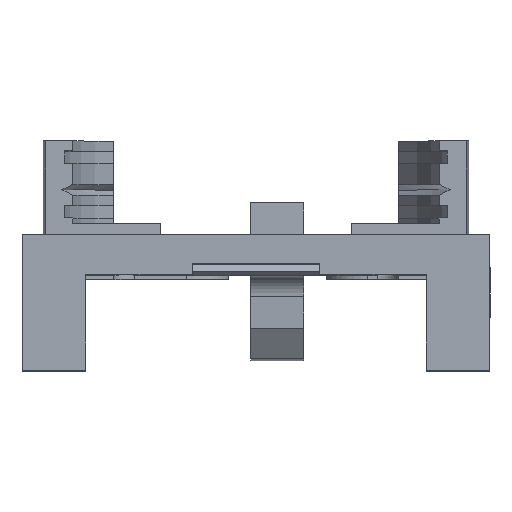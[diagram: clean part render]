
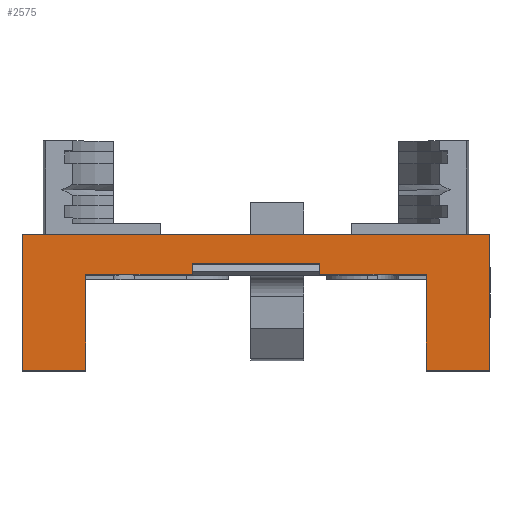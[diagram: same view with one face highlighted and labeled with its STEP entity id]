
A CAD part, top view. The second image highlights one B-rep face of the part: STEP entity #2575.
In plain terms, the highlighted planar face has unit normal (0, 0, 1).
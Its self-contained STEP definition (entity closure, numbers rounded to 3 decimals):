
#11 = DIRECTION ( 'NONE',  ( 0., 1., 0. ) ) ;
#75 = EDGE_CURVE ( 'NONE', #5608, #6234, #3605, .T. ) ;
#94 = ORIENTED_EDGE ( 'NONE', *, *, #1279, .F. ) ;
#228 = CARTESIAN_POINT ( 'NONE',  ( 16., -3.8, 22. ) ) ;
#230 = EDGE_CURVE ( 'NONE', #2561, #5382, #1863, .T. ) ;
#347 = LINE ( 'NONE', #3544, #490 ) ;
#490 = VECTOR ( 'NONE', #5562, 1000. ) ;
#563 = EDGE_CURVE ( 'NONE', #2406, #1325, #4083, .T. ) ;
#624 = CARTESIAN_POINT ( 'NONE',  ( 6., -3.8, 22. ) ) ;
#660 = VECTOR ( 'NONE', #2165, 1000. ) ;
#690 = VERTEX_POINT ( 'NONE', #4955 ) ;
#843 = CARTESIAN_POINT ( 'NONE',  ( 16., -12.8, 22. ) ) ;
#861 = CARTESIAN_POINT ( 'NONE',  ( 6., -2.8, 22. ) ) ;
#971 = LINE ( 'NONE', #1054, #2558 ) ;
#1002 = VECTOR ( 'NONE', #6476, 1000. ) ;
#1054 = CARTESIAN_POINT ( 'NONE',  ( -22., -2.8, 22. ) ) ;
#1232 = PLANE ( 'NONE',  #4297 ) ;
#1279 = EDGE_CURVE ( 'NONE', #690, #5353, #1526, .T. ) ;
#1297 = EDGE_CURVE ( 'NONE', #1325, #2561, #3370, .T. ) ;
#1321 = DIRECTION ( 'NONE',  ( 0., 1., 0. ) ) ;
#1325 = VERTEX_POINT ( 'NONE', #2613 ) ;
#1382 = DIRECTION ( 'NONE',  ( 1., 0., 0. ) ) ;
#1491 = CARTESIAN_POINT ( 'NONE',  ( -6., -2.8, 22. ) ) ;
#1519 = VECTOR ( 'NONE', #6164, 1000. ) ;
#1526 = LINE ( 'NONE', #5160, #1519 ) ;
#1600 = VECTOR ( 'NONE', #1382, 1000. ) ;
#1684 = CARTESIAN_POINT ( 'NONE',  ( 22., -12.8, 22. ) ) ;
#1691 = EDGE_CURVE ( 'NONE', #4925, #6234, #2155, .T. ) ;
#1757 = VECTOR ( 'NONE', #6536, 1000. ) ;
#1792 = EDGE_CURVE ( 'NONE', #2406, #690, #2074, .T. ) ;
#1863 = LINE ( 'NONE', #2698, #4635 ) ;
#2048 = CARTESIAN_POINT ( 'NONE',  ( -16., -12.8, 22. ) ) ;
#2074 = LINE ( 'NONE', #2983, #1757 ) ;
#2155 = LINE ( 'NONE', #3250, #1600 ) ;
#2165 = DIRECTION ( 'NONE',  ( 0., -1., 0. ) ) ;
#2315 = FACE_OUTER_BOUND ( 'NONE', #2466, .T. ) ;
#2361 = EDGE_CURVE ( 'NONE', #5353, #3441, #347, .T. ) ;
#2388 = DIRECTION ( 'NONE',  ( 0., 1., 0. ) ) ;
#2406 = VERTEX_POINT ( 'NONE', #2048 ) ;
#2408 = EDGE_CURVE ( 'NONE', #5382, #5292, #971, .T. ) ;
#2466 = EDGE_LOOP ( 'NONE', ( #3171, #6147, #4087, #5008, #5380, #6448, #4992, #2624, #3434, #94, #4814, #6118 ) ) ;
#2477 = CARTESIAN_POINT ( 'NONE',  ( 22., -3.8, 22. ) ) ;
#2558 = VECTOR ( 'NONE', #4680, 1000. ) ;
#2561 = VERTEX_POINT ( 'NONE', #6251 ) ;
#2575 = ADVANCED_FACE ( 'NONE', ( #2315 ), #1232, .T. ) ;
#2613 = CARTESIAN_POINT ( 'NONE',  ( -16., -3.8, 22. ) ) ;
#2624 = ORIENTED_EDGE ( 'NONE', *, *, #3694, .T. ) ;
#2698 = CARTESIAN_POINT ( 'NONE',  ( -6., -3.8, 22. ) ) ;
#2815 = VECTOR ( 'NONE', #5661, 1000. ) ;
#2953 = CARTESIAN_POINT ( 'NONE',  ( -16., -12.8, 22. ) ) ;
#2983 = CARTESIAN_POINT ( 'NONE',  ( -22., -12.8, 22. ) ) ;
#3060 = LINE ( 'NONE', #843, #3843 ) ;
#3171 = ORIENTED_EDGE ( 'NONE', *, *, #1297, .T. ) ;
#3250 = CARTESIAN_POINT ( 'NONE',  ( -22., -3.8, 22. ) ) ;
#3266 = DIRECTION ( 'NONE',  ( 0., 0., 1. ) ) ;
#3370 = LINE ( 'NONE', #5725, #2815 ) ;
#3373 = VECTOR ( 'NONE', #2388, 1000. ) ;
#3434 = ORIENTED_EDGE ( 'NONE', *, *, #2361, .F. ) ;
#3441 = VERTEX_POINT ( 'NONE', #4238 ) ;
#3544 = CARTESIAN_POINT ( 'NONE',  ( -22., 0., 22. ) ) ;
#3605 = LINE ( 'NONE', #4159, #1002 ) ;
#3694 = EDGE_CURVE ( 'NONE', #6405, #3441, #6136, .T. ) ;
#3843 = VECTOR ( 'NONE', #3879, 1000. ) ;
#3879 = DIRECTION ( 'NONE',  ( -1., 0., 0. ) ) ;
#4071 = CARTESIAN_POINT ( 'NONE',  ( 6., -3.8, 22. ) ) ;
#4083 = LINE ( 'NONE', #2953, #5202 ) ;
#4087 = ORIENTED_EDGE ( 'NONE', *, *, #2408, .T. ) ;
#4159 = CARTESIAN_POINT ( 'NONE',  ( 16., -12.8, 22. ) ) ;
#4238 = CARTESIAN_POINT ( 'NONE',  ( 22., 0., 22. ) ) ;
#4297 = AXIS2_PLACEMENT_3D ( 'NONE', #5322, #3266, #6241 ) ;
#4635 = VECTOR ( 'NONE', #11, 1000. ) ;
#4680 = DIRECTION ( 'NONE',  ( 1., 0., 0. ) ) ;
#4814 = ORIENTED_EDGE ( 'NONE', *, *, #1792, .F. ) ;
#4925 = VERTEX_POINT ( 'NONE', #624 ) ;
#4955 = CARTESIAN_POINT ( 'NONE',  ( -22., -12.8, 22. ) ) ;
#4987 = EDGE_CURVE ( 'NONE', #5292, #4925, #5652, .T. ) ;
#4992 = ORIENTED_EDGE ( 'NONE', *, *, #6285, .F. ) ;
#5008 = ORIENTED_EDGE ( 'NONE', *, *, #4987, .T. ) ;
#5088 = CARTESIAN_POINT ( 'NONE',  ( 16., -12.8, 22. ) ) ;
#5160 = CARTESIAN_POINT ( 'NONE',  ( -22., -3.8, 22. ) ) ;
#5202 = VECTOR ( 'NONE', #1321, 1000. ) ;
#5292 = VERTEX_POINT ( 'NONE', #861 ) ;
#5322 = CARTESIAN_POINT ( 'NONE',  ( -22., -3.8, 22. ) ) ;
#5353 = VERTEX_POINT ( 'NONE', #5946 ) ;
#5380 = ORIENTED_EDGE ( 'NONE', *, *, #1691, .T. ) ;
#5382 = VERTEX_POINT ( 'NONE', #1491 ) ;
#5562 = DIRECTION ( 'NONE',  ( 1., 0., 0. ) ) ;
#5608 = VERTEX_POINT ( 'NONE', #5088 ) ;
#5652 = LINE ( 'NONE', #4071, #660 ) ;
#5661 = DIRECTION ( 'NONE',  ( 1., 0., 0. ) ) ;
#5725 = CARTESIAN_POINT ( 'NONE',  ( -22., -3.8, 22. ) ) ;
#5946 = CARTESIAN_POINT ( 'NONE',  ( -22., 0., 22. ) ) ;
#6118 = ORIENTED_EDGE ( 'NONE', *, *, #563, .T. ) ;
#6136 = LINE ( 'NONE', #2477, #3373 ) ;
#6147 = ORIENTED_EDGE ( 'NONE', *, *, #230, .T. ) ;
#6164 = DIRECTION ( 'NONE',  ( 0., 1., 0. ) ) ;
#6234 = VERTEX_POINT ( 'NONE', #228 ) ;
#6241 = DIRECTION ( 'NONE',  ( 1., 0., 0. ) ) ;
#6251 = CARTESIAN_POINT ( 'NONE',  ( -6., -3.8, 22. ) ) ;
#6285 = EDGE_CURVE ( 'NONE', #6405, #5608, #3060, .T. ) ;
#6405 = VERTEX_POINT ( 'NONE', #1684 ) ;
#6448 = ORIENTED_EDGE ( 'NONE', *, *, #75, .F. ) ;
#6476 = DIRECTION ( 'NONE',  ( 0., 1., 0. ) ) ;
#6536 = DIRECTION ( 'NONE',  ( -1., 0., 0. ) ) ;
